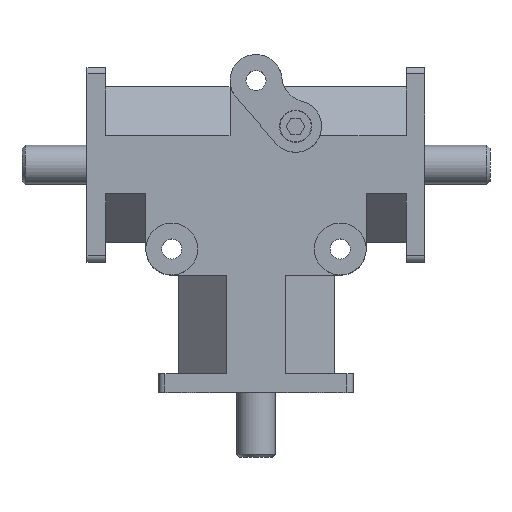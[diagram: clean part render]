
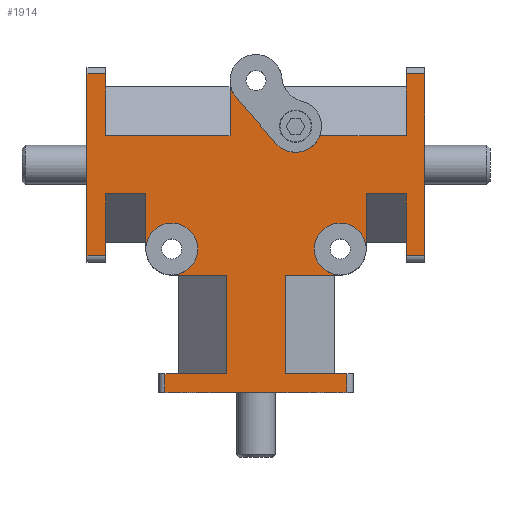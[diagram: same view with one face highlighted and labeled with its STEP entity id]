
A CAD part, top view. The second image highlights one B-rep face of the part: STEP entity #1914.
In plain terms, the highlighted planar face has unit normal (0, 0, 1).
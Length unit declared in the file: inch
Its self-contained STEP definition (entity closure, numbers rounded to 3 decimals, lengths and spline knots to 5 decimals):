
#26=VECTOR('',#2295,1.);
#31=VECTOR('',#2316,1.);
#36=VECTOR('',#2335,1.);
#39=VECTOR('',#2348,1.);
#44=VECTOR('',#2367,1.);
#45=VECTOR('',#2372,1.);
#49=VECTOR('',#2393,1.);
#57=VECTOR('',#2406,1.);
#63=VECTOR('',#2417,1.);
#65=VECTOR('',#2420,1.);
#66=VECTOR('',#2421,1.);
#67=VECTOR('',#2422,1.);
#68=VECTOR('',#2425,1.);
#69=VECTOR('',#2426,1.);
#70=VECTOR('',#2427,1.);
#71=VECTOR('',#2428,1.);
#72=VECTOR('',#2429,1.);
#73=VECTOR('',#2432,1.);
#74=VECTOR('',#2435,1.);
#75=VECTOR('',#2436,1.);
#76=VECTOR('',#2437,1.);
#77=VECTOR('',#2438,1.);
#78=VECTOR('',#2439,1.);
#79=VECTOR('',#2440,1.);
#80=VECTOR('',#2443,1.);
#81=VECTOR('',#2444,1.);
#82=VECTOR('',#2445,1.);
#183=LINE('',#2816,#26);
#188=LINE('',#2839,#31);
#193=LINE('',#2861,#36);
#196=LINE('',#2875,#39);
#201=LINE('',#2897,#44);
#202=LINE('',#2902,#45);
#206=LINE('',#2925,#49);
#214=LINE('',#2942,#57);
#220=LINE('',#2957,#63);
#222=LINE('',#2960,#65);
#223=LINE('',#2962,#66);
#224=LINE('',#2964,#67);
#225=LINE('',#2968,#68);
#226=LINE('',#2970,#69);
#227=LINE('',#2972,#70);
#228=LINE('',#2973,#71);
#229=LINE('',#2974,#72);
#230=LINE('',#2978,#73);
#231=LINE('',#2982,#74);
#232=LINE('',#2984,#75);
#233=LINE('',#2986,#76);
#234=LINE('',#2987,#77);
#235=LINE('',#2988,#78);
#236=LINE('',#2990,#79);
#237=LINE('',#2994,#80);
#238=LINE('',#2996,#81);
#239=LINE('',#2998,#82);
#351=PLANE('',#2085);
#428=VERTEX_POINT('',#2810);
#431=VERTEX_POINT('',#2815);
#441=VERTEX_POINT('',#2838);
#442=VERTEX_POINT('',#2840);
#448=VERTEX_POINT('',#2855);
#451=VERTEX_POINT('',#2860);
#457=VERTEX_POINT('',#2874);
#458=VERTEX_POINT('',#2876);
#464=VERTEX_POINT('',#2891);
#467=VERTEX_POINT('',#2896);
#469=VERTEX_POINT('',#2901);
#470=VERTEX_POINT('',#2903);
#485=VERTEX_POINT('',#2941);
#491=VERTEX_POINT('',#2956);
#492=VERTEX_POINT('',#2961);
#493=VERTEX_POINT('',#2963);
#494=VERTEX_POINT('',#2965);
#495=VERTEX_POINT('',#2967);
#496=VERTEX_POINT('',#2969);
#497=VERTEX_POINT('',#2971);
#498=VERTEX_POINT('',#2975);
#499=VERTEX_POINT('',#2977);
#500=VERTEX_POINT('',#2979);
#501=VERTEX_POINT('',#2981);
#502=VERTEX_POINT('',#2983);
#503=VERTEX_POINT('',#2985);
#504=VERTEX_POINT('',#2989);
#505=VERTEX_POINT('',#2991);
#506=VERTEX_POINT('',#2993);
#507=VERTEX_POINT('',#2995);
#508=VERTEX_POINT('',#2997);
#655=CIRCLE('',#2086,0.25);
#656=CIRCLE('',#2087,0.25);
#657=CIRCLE('',#2088,0.25);
#658=CIRCLE('',#2089,0.25);
#727=EDGE_CURVE('',#431,#428,#183,.T.);
#737=EDGE_CURVE('',#441,#442,#188,.T.);
#747=EDGE_CURVE('',#451,#448,#193,.T.);
#753=EDGE_CURVE('',#457,#458,#196,.T.);
#763=EDGE_CURVE('',#467,#464,#201,.T.);
#765=EDGE_CURVE('',#469,#470,#202,.T.);
#776=EDGE_CURVE('',#428,#441,#206,.T.);
#786=EDGE_CURVE('',#485,#451,#214,.T.);
#794=EDGE_CURVE('',#491,#467,#220,.T.);
#796=EDGE_CURVE('',#492,#431,#222,.T.);
#797=EDGE_CURVE('',#493,#492,#223,.T.);
#798=EDGE_CURVE('',#494,#493,#224,.T.);
#799=EDGE_CURVE('',#494,#495,#655,.T.);
#800=EDGE_CURVE('',#496,#495,#225,.T.);
#801=EDGE_CURVE('',#497,#496,#226,.T.);
#802=EDGE_CURVE('',#470,#497,#227,.T.);
#803=EDGE_CURVE('',#464,#469,#228,.T.);
#804=EDGE_CURVE('',#498,#491,#229,.T.);
#805=EDGE_CURVE('',#498,#499,#656,.T.);
#806=EDGE_CURVE('',#499,#500,#230,.T.);
#807=EDGE_CURVE('',#500,#501,#657,.T.);
#808=EDGE_CURVE('',#502,#501,#231,.T.);
#809=EDGE_CURVE('',#503,#502,#232,.T.);
#810=EDGE_CURVE('',#458,#503,#233,.T.);
#811=EDGE_CURVE('',#448,#457,#234,.T.);
#812=EDGE_CURVE('',#504,#485,#235,.T.);
#813=EDGE_CURVE('',#505,#504,#236,.T.);
#814=EDGE_CURVE('',#505,#506,#658,.T.);
#815=EDGE_CURVE('',#507,#506,#237,.T.);
#816=EDGE_CURVE('',#508,#507,#238,.T.);
#817=EDGE_CURVE('',#442,#508,#239,.T.);
#1080=ORIENTED_EDGE('',*,*,#727,.F.);
#1081=ORIENTED_EDGE('',*,*,#796,.F.);
#1082=ORIENTED_EDGE('',*,*,#797,.F.);
#1083=ORIENTED_EDGE('',*,*,#798,.F.);
#1084=ORIENTED_EDGE('',*,*,#799,.T.);
#1085=ORIENTED_EDGE('',*,*,#800,.F.);
#1086=ORIENTED_EDGE('',*,*,#801,.F.);
#1087=ORIENTED_EDGE('',*,*,#802,.F.);
#1088=ORIENTED_EDGE('',*,*,#765,.F.);
#1089=ORIENTED_EDGE('',*,*,#803,.F.);
#1090=ORIENTED_EDGE('',*,*,#763,.F.);
#1091=ORIENTED_EDGE('',*,*,#794,.F.);
#1092=ORIENTED_EDGE('',*,*,#804,.F.);
#1093=ORIENTED_EDGE('',*,*,#805,.T.);
#1094=ORIENTED_EDGE('',*,*,#806,.T.);
#1095=ORIENTED_EDGE('',*,*,#807,.T.);
#1096=ORIENTED_EDGE('',*,*,#808,.F.);
#1097=ORIENTED_EDGE('',*,*,#809,.F.);
#1098=ORIENTED_EDGE('',*,*,#810,.F.);
#1099=ORIENTED_EDGE('',*,*,#753,.F.);
#1100=ORIENTED_EDGE('',*,*,#811,.F.);
#1101=ORIENTED_EDGE('',*,*,#747,.F.);
#1102=ORIENTED_EDGE('',*,*,#786,.F.);
#1103=ORIENTED_EDGE('',*,*,#812,.F.);
#1104=ORIENTED_EDGE('',*,*,#813,.F.);
#1105=ORIENTED_EDGE('',*,*,#814,.T.);
#1106=ORIENTED_EDGE('',*,*,#815,.F.);
#1107=ORIENTED_EDGE('',*,*,#816,.F.);
#1108=ORIENTED_EDGE('',*,*,#817,.F.);
#1109=ORIENTED_EDGE('',*,*,#737,.F.);
#1110=ORIENTED_EDGE('',*,*,#776,.F.);
#1543=EDGE_LOOP('',(#1080,#1081,#1082,#1083,#1084,#1085,#1086,#1087,#1088,
#1089,#1090,#1091,#1092,#1093,#1094,#1095,#1096,#1097,#1098,#1099,#1100,
#1101,#1102,#1103,#1104,#1105,#1106,#1107,#1108,#1109,#1110));
#1742=FACE_BOUND('',#1543,.T.);
#1914=ADVANCED_FACE('',(#1742),#351,.T.);
#2085=AXIS2_PLACEMENT_3D('',#2959,#2419,$);
#2086=AXIS2_PLACEMENT_3D('',#2966,#2423,#2424);
#2087=AXIS2_PLACEMENT_3D('',#2976,#2430,#2431);
#2088=AXIS2_PLACEMENT_3D('',#2980,#2433,#2434);
#2089=AXIS2_PLACEMENT_3D('',#2992,#2441,#2442);
#2295=DIRECTION('',(0.,-1.,0.));
#2316=DIRECTION('',(0.,1.,0.));
#2335=DIRECTION('',(-1.,0.,0.));
#2348=DIRECTION('',(1.,0.,0.));
#2367=DIRECTION('',(1.,0.,0.));
#2372=DIRECTION('',(-1.,0.,0.));
#2393=DIRECTION('',(-1.,0.,0.));
#2406=DIRECTION('',(0.,-1.,0.));
#2417=DIRECTION('',(0.,1.,0.));
#2419=DIRECTION('',(0.,0.,1.));
#2420=DIRECTION('',(1.,0.,0.));
#2421=DIRECTION('',(0.,-1.,0.));
#2422=DIRECTION('',(-1.,0.,0.));
#2423=DIRECTION('',(0.,0.,-1.));
#2424=DIRECTION('',(0.25,0.,0.));
#2425=DIRECTION('',(0.,-1.,0.));
#2426=DIRECTION('',(-1.,0.,0.));
#2427=DIRECTION('',(0.,1.,0.));
#2428=DIRECTION('',(0.,-1.,0.));
#2429=DIRECTION('',(1.,0.,0.));
#2430=DIRECTION('',(0.,0.,-1.));
#2431=DIRECTION('',(0.25,0.,0.));
#2432=DIRECTION('',(-0.654,0.757,0.));
#2433=DIRECTION('',(0.,0.,-1.));
#2434=DIRECTION('',(0.25,0.,0.));
#2435=DIRECTION('',(0.,1.,0.));
#2436=DIRECTION('',(1.,0.,0.));
#2437=DIRECTION('',(0.,-1.,0.));
#2438=DIRECTION('',(0.,1.,0.));
#2439=DIRECTION('',(-1.,0.,0.));
#2440=DIRECTION('',(0.,1.,0.));
#2441=DIRECTION('',(0.,0.,-1.));
#2442=DIRECTION('',(0.25,0.,0.));
#2443=DIRECTION('',(-1.,0.,0.));
#2444=DIRECTION('',(0.,1.,0.));
#2445=DIRECTION('',(1.,0.,0.));
#2810=CARTESIAN_POINT('',(0.875,0.,0.69));
#2815=CARTESIAN_POINT('',(0.875,0.18,0.69));
#2816=CARTESIAN_POINT('',(0.875,0.93062,0.69));
#2838=CARTESIAN_POINT('',(-0.875,0.,0.69));
#2839=CARTESIAN_POINT('',(-0.875,0.84062,0.69));
#2840=CARTESIAN_POINT('',(-0.875,0.18,0.69));
#2855=CARTESIAN_POINT('',(-1.625,1.3125,0.69));
#2860=CARTESIAN_POINT('',(-1.445,1.3125,0.69));
#2861=CARTESIAN_POINT('',(-0.7225,1.3125,0.69));
#2874=CARTESIAN_POINT('',(-1.625,3.0625,0.69));
#2875=CARTESIAN_POINT('',(-0.8125,3.0625,0.69));
#2876=CARTESIAN_POINT('',(-1.445,3.0625,0.69));
#2891=CARTESIAN_POINT('',(1.625,3.0625,0.69));
#2896=CARTESIAN_POINT('',(1.445,3.0625,0.69));
#2897=CARTESIAN_POINT('',(0.7225,3.0625,0.69));
#2901=CARTESIAN_POINT('',(1.625,1.3125,0.69));
#2902=CARTESIAN_POINT('',(0.8125,1.3125,0.69));
#2903=CARTESIAN_POINT('',(1.445,1.3125,0.69));
#2925=CARTESIAN_POINT('',(0.935,0.,0.69));
#2941=CARTESIAN_POINT('',(-1.445,1.9075,0.69));
#2942=CARTESIAN_POINT('',(-1.445,1.2525,0.69));
#2956=CARTESIAN_POINT('',(1.445,2.4675,0.69));
#2957=CARTESIAN_POINT('',(1.445,2.9375,0.69));
#2959=CARTESIAN_POINT('',(0.,1.68123,0.69));
#2960=CARTESIAN_POINT('',(0.935,0.18,0.69));
#2961=CARTESIAN_POINT('',(0.28,0.18,0.69));
#2962=CARTESIAN_POINT('',(0.28,1.40062,0.69));
#2963=CARTESIAN_POINT('',(0.28,1.1275,0.69));
#2964=CARTESIAN_POINT('',(0.405,1.1275,0.69));
#2965=CARTESIAN_POINT('',(0.81,1.1275,0.69));
#2966=CARTESIAN_POINT('',(0.81,1.3775,0.69));
#2967=CARTESIAN_POINT('',(1.06,1.3775,0.69));
#2968=CARTESIAN_POINT('',(1.06,1.3775,0.69));
#2969=CARTESIAN_POINT('',(1.06,1.9075,0.69));
#2970=CARTESIAN_POINT('',(0.7225,1.9075,0.69));
#2971=CARTESIAN_POINT('',(1.445,1.9075,0.69));
#2972=CARTESIAN_POINT('',(1.445,1.47062,0.69));
#2973=CARTESIAN_POINT('',(1.625,1.2525,0.69));
#2974=CARTESIAN_POINT('',(0.125,2.4675,0.69));
#2975=CARTESIAN_POINT('',(0.61324,2.4675,0.69));
#2976=CARTESIAN_POINT('',(0.38,2.5575,0.69));
#2977=CARTESIAN_POINT('',(0.19079,2.3941,0.69));
#2978=CARTESIAN_POINT('',(0.3245,2.23928,0.69));
#2979=CARTESIAN_POINT('',(-0.18921,2.8341,0.69));
#2980=CARTESIAN_POINT('',(0.,2.9975,0.69));
#2981=CARTESIAN_POINT('',(-0.25,2.9975,0.69));
#2982=CARTESIAN_POINT('',(-0.25,2.9375,0.69));
#2983=CARTESIAN_POINT('',(-0.25,2.4675,0.69));
#2984=CARTESIAN_POINT('',(-0.7225,2.4675,0.69));
#2985=CARTESIAN_POINT('',(-1.445,2.4675,0.69));
#2986=CARTESIAN_POINT('',(-1.445,2.40562,0.69));
#2987=CARTESIAN_POINT('',(-1.625,1.2525,0.69));
#2988=CARTESIAN_POINT('',(-0.53,1.9075,0.69));
#2989=CARTESIAN_POINT('',(-1.06,1.9075,0.69));
#2990=CARTESIAN_POINT('',(-1.06,1.53312,0.69));
#2991=CARTESIAN_POINT('',(-1.06,1.3775,0.69));
#2992=CARTESIAN_POINT('',(-0.81,1.3775,0.69));
#2993=CARTESIAN_POINT('',(-0.81,1.1275,0.69));
#2994=CARTESIAN_POINT('',(-0.75,1.1275,0.69));
#2995=CARTESIAN_POINT('',(-0.28,1.1275,0.69));
#2996=CARTESIAN_POINT('',(-0.28,0.93062,0.69));
#2997=CARTESIAN_POINT('',(-0.28,0.18,0.69));
#2998=CARTESIAN_POINT('',(-0.4675,0.18,0.69));
